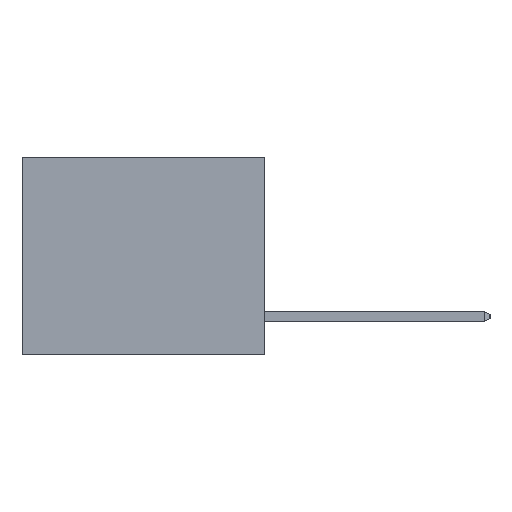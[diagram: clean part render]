
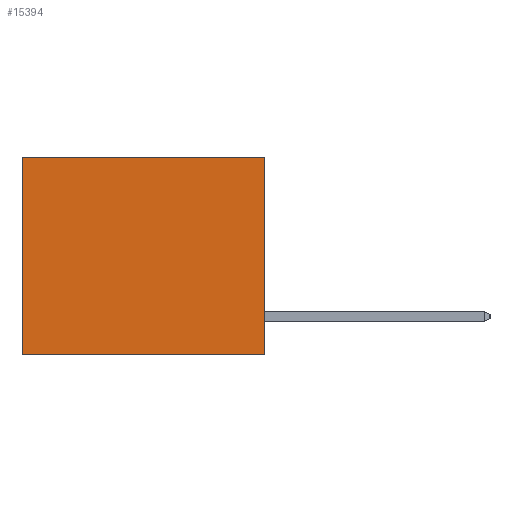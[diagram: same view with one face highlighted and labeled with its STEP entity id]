
A CAD part, left-side view. The second image highlights one B-rep face of the part: STEP entity #15394.
In plain terms, the highlighted planar face has unit normal (-1, 0, 0).
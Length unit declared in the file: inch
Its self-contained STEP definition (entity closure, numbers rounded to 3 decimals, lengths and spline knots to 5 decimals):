
#617 = VECTOR ( 'NONE', #12070, 39.37008 ) ;
#763 = LINE ( 'NONE', #23632, #21428 ) ;
#1289 = ORIENTED_EDGE ( 'NONE', *, *, #9821, .T. ) ;
#2645 = CARTESIAN_POINT ( 'NONE',  ( 0.3165, 0.6, -0.49 ) ) ;
#4191 = AXIS2_PLACEMENT_3D ( 'NONE', #4884, #8923, #14771 ) ;
#4884 = CARTESIAN_POINT ( 'NONE',  ( 0.3165, 0., -0.49 ) ) ;
#4960 = DIRECTION ( 'NONE',  ( 0., 0., -1. ) ) ;
#5022 = ORIENTED_EDGE ( 'NONE', *, *, #11834, .F. ) ;
#5184 = VERTEX_POINT ( 'NONE', #2645 ) ;
#7146 = LINE ( 'NONE', #10261, #617 ) ;
#8923 = DIRECTION ( 'NONE',  ( 1., 0., 0. ) ) ;
#9412 = VECTOR ( 'NONE', #4960, 39.37008 ) ;
#9821 = EDGE_CURVE ( 'NONE', #14262, #10100, #17105, .T. ) ;
#10100 = VERTEX_POINT ( 'NONE', #25075 ) ;
#10261 = CARTESIAN_POINT ( 'NONE',  ( 0.3165, 0., -0.49 ) ) ;
#10531 = DIRECTION ( 'NONE',  ( 0., 1., 0. ) ) ;
#11143 = VECTOR ( 'NONE', #10531, 39.37008 ) ;
#11626 = DIRECTION ( 'NONE',  ( 0., 0., -1. ) ) ;
#11834 = EDGE_CURVE ( 'NONE', #14262, #17969, #763, .T. ) ;
#12070 = DIRECTION ( 'NONE',  ( 0., 1., 0. ) ) ;
#14262 = VERTEX_POINT ( 'NONE', #18264 ) ;
#14363 = CARTESIAN_POINT ( 'NONE',  ( 0.3165, 0., 0. ) ) ;
#14771 = DIRECTION ( 'NONE',  ( 0., 0., -1. ) ) ;
#15394 = ADVANCED_FACE ( 'NONE', ( #15609 ), #22772, .F. ) ;
#15492 = EDGE_LOOP ( 'NONE', ( #21041, #17080, #5022, #1289 ) ) ;
#15609 = FACE_OUTER_BOUND ( 'NONE', #15492, .T. ) ;
#17080 = ORIENTED_EDGE ( 'NONE', *, *, #20585, .F. ) ;
#17105 = LINE ( 'NONE', #14363, #11143 ) ;
#17969 = VERTEX_POINT ( 'NONE', #18426 ) ;
#18264 = CARTESIAN_POINT ( 'NONE',  ( 0.3165, 0., 0. ) ) ;
#18426 = CARTESIAN_POINT ( 'NONE',  ( 0.3165, 0., -0.49 ) ) ;
#19611 = CARTESIAN_POINT ( 'NONE',  ( 0.3165, 0.6, -0.49 ) ) ;
#20585 = EDGE_CURVE ( 'NONE', #17969, #5184, #7146, .T. ) ;
#21041 = ORIENTED_EDGE ( 'NONE', *, *, #23077, .T. ) ;
#21428 = VECTOR ( 'NONE', #11626, 39.37008 ) ;
#22772 = PLANE ( 'NONE',  #4191 ) ;
#23077 = EDGE_CURVE ( 'NONE', #10100, #5184, #24434, .T. ) ;
#23632 = CARTESIAN_POINT ( 'NONE',  ( 0.3165, 0., -0.49 ) ) ;
#24434 = LINE ( 'NONE', #19611, #9412 ) ;
#25075 = CARTESIAN_POINT ( 'NONE',  ( 0.3165, 0.6, 0. ) ) ;
